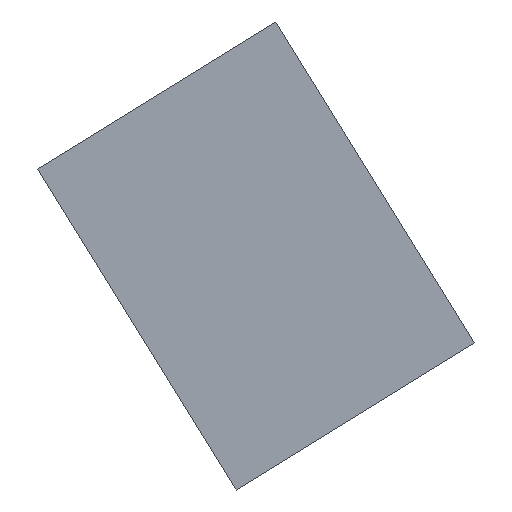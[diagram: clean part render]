
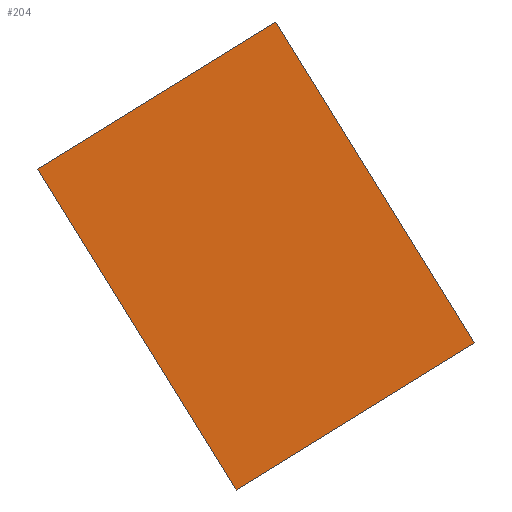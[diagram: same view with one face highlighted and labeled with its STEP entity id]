
A CAD part, front view. The second image highlights one B-rep face of the part: STEP entity #204.
In plain terms, the highlighted planar face has unit normal (0, -1, 0).
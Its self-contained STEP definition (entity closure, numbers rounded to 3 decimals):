
#22 = VERTEX_POINT('',#23);
#23 = CARTESIAN_POINT('',(12196.779,-534.619,
    3648.942));
#32 = PLANE('',#33);
#33 = AXIS2_PLACEMENT_3D('',#34,#35,#36);
#34 = CARTESIAN_POINT('',(8735.898,-45.2,
    9248.708));
#35 = DIRECTION('',(0.851,0.,0.526));
#36 = DIRECTION('',(0.,-1.,0.));
#44 = PLANE('',#45);
#45 = AXIS2_PLACEMENT_3D('',#46,#47,#48);
#46 = CARTESIAN_POINT('',(11384.735,22.278,
    3147.066));
#47 = DIRECTION('',(-0.526,0.,0.851));
#48 = DIRECTION('',(0.851,0.,0.526));
#83 = VERTEX_POINT('',#84);
#84 = CARTESIAN_POINT('',(12175.54,-534.619,
    3683.309));
#98 = PLANE('',#99);
#99 = AXIS2_PLACEMENT_3D('',#100,#101,#102);
#100 = CARTESIAN_POINT('',(11363.495,22.278,
    3181.432));
#101 = DIRECTION('',(-0.526,0.,0.851));
#102 = DIRECTION('',(0.851,0.,0.526));
#109 = EDGE_CURVE('',#83,#22,#110,.T.);
#110 = SURFACE_CURVE('',#111,(#115,#122),.PCURVE_S1.);
#111 = LINE('',#112,#113);
#112 = CARTESIAN_POINT('',(10457.485,-534.619,
    6463.149));
#113 = VECTOR('',#114,1.);
#114 = DIRECTION('',(0.526,0.,-0.851));
#115 = PCURVE('',#32,#116);
#116 = DEFINITIONAL_REPRESENTATION('',(#117),#121);
#117 = LINE('',#118,#119);
#118 = CARTESIAN_POINT('',(489.418,3274.629));
#119 = VECTOR('',#120,1.);
#120 = DIRECTION('',(0.,1.));
#121 = ( GEOMETRIC_REPRESENTATION_CONTEXT(2) 
PARAMETRIC_REPRESENTATION_CONTEXT() REPRESENTATION_CONTEXT('2D SPACE',''
  ) );
#122 = PCURVE('',#123,#128);
#123 = PLANE('',#124);
#124 = AXIS2_PLACEMENT_3D('',#125,#126,#127);
#125 = CARTESIAN_POINT('',(0.,-534.619,0.));
#126 = DIRECTION('',(0.,1.,0.));
#127 = DIRECTION('',(1.,0.,-0.));
#128 = DEFINITIONAL_REPRESENTATION('',(#129),#133);
#129 = LINE('',#130,#131);
#130 = CARTESIAN_POINT('',(10457.485,-6463.149));
#131 = VECTOR('',#132,1.);
#132 = DIRECTION('',(0.526,0.851));
#133 = ( GEOMETRIC_REPRESENTATION_CONTEXT(2) 
PARAMETRIC_REPRESENTATION_CONTEXT() REPRESENTATION_CONTEXT('2D SPACE',''
  ) );
#161 = VERTEX_POINT('',#162);
#162 = CARTESIAN_POINT('',(12171.26,-534.619,
    3633.17));
#175 = PLANE('',#176);
#176 = AXIS2_PLACEMENT_3D('',#177,#178,#179);
#177 = CARTESIAN_POINT('',(8710.378,-45.2,
    9232.936));
#178 = DIRECTION('',(0.851,0.,0.526));
#179 = DIRECTION('',(0.,-1.,0.));
#186 = EDGE_CURVE('',#161,#22,#187,.T.);
#187 = SURFACE_CURVE('',#188,(#192,#198),.PCURVE_S1.);
#188 = LINE('',#189,#190);
#189 = CARTESIAN_POINT('',(6562.014,-534.619,
    166.429));
#190 = VECTOR('',#191,1.);
#191 = DIRECTION('',(0.851,-0.,0.526));
#192 = PCURVE('',#44,#193);
#193 = DEFINITIONAL_REPRESENTATION('',(#194),#197);
#194 = B_SPLINE_CURVE_WITH_KNOTS('',1,(#195,#196),.UNSPECIFIED.,.F.,.F.,
  (2,2),(5920.149,6721.083),
  .PIECEWISE_BEZIER_KNOTS.);
#195 = CARTESIAN_POINT('',(250.685,-556.896));
#196 = CARTESIAN_POINT('',(1051.619,-556.896));
#197 = ( GEOMETRIC_REPRESENTATION_CONTEXT(2) 
PARAMETRIC_REPRESENTATION_CONTEXT() REPRESENTATION_CONTEXT('2D SPACE',''
  ) );
#198 = PCURVE('',#123,#199);
#199 = DEFINITIONAL_REPRESENTATION('',(#200),#203);
#200 = B_SPLINE_CURVE_WITH_KNOTS('',1,(#201,#202),.UNSPECIFIED.,.F.,.F.,
  (2,2),(5920.149,6721.083),
  .PIECEWISE_BEZIER_KNOTS.);
#201 = CARTESIAN_POINT('',(11597.979,-3278.86));
#202 = CARTESIAN_POINT('',(12279.292,-3699.939));
#203 = ( GEOMETRIC_REPRESENTATION_CONTEXT(2) 
PARAMETRIC_REPRESENTATION_CONTEXT() REPRESENTATION_CONTEXT('2D SPACE',''
  ) );
#204 = ADVANCED_FACE('',(#205),#123,.F.);
#205 = FACE_BOUND('',#206,.F.);
#206 = EDGE_LOOP('',(#207,#228,#247,#248));
#207 = ORIENTED_EDGE('',*,*,#208,.T.);
#208 = EDGE_CURVE('',#161,#209,#211,.T.);
#209 = VERTEX_POINT('',#210);
#210 = CARTESIAN_POINT('',(12150.02,-534.619,
    3667.536));
#211 = SURFACE_CURVE('',#212,(#216,#222),.PCURVE_S1.);
#212 = LINE('',#213,#214);
#213 = CARTESIAN_POINT('',(9571.172,-534.619,
    7840.156));
#214 = VECTOR('',#215,1.);
#215 = DIRECTION('',(-0.526,0.,0.851));
#216 = PCURVE('',#123,#217);
#217 = DEFINITIONAL_REPRESENTATION('',(#218),#221);
#218 = B_SPLINE_CURVE_WITH_KNOTS('',1,(#219,#220),.UNSPECIFIED.,.F.,.F.,
  (2,2),(-6141.846,-3790.597),
  .PIECEWISE_BEZIER_KNOTS.);
#219 = CARTESIAN_POINT('',(12800.156,-2615.605));
#220 = CARTESIAN_POINT('',(11564.022,-4615.691));
#221 = ( GEOMETRIC_REPRESENTATION_CONTEXT(2) 
PARAMETRIC_REPRESENTATION_CONTEXT() REPRESENTATION_CONTEXT('2D SPACE',''
  ) );
#222 = PCURVE('',#175,#223);
#223 = DEFINITIONAL_REPRESENTATION('',(#224),#227);
#224 = B_SPLINE_CURVE_WITH_KNOTS('',1,(#225,#226),.UNSPECIFIED.,.F.,.F.,
  (2,2),(-6141.846,-3790.597),
  .PIECEWISE_BEZIER_KNOTS.);
#225 = CARTESIAN_POINT('',(489.418,7779.161));
#226 = CARTESIAN_POINT('',(489.418,5427.912));
#227 = ( GEOMETRIC_REPRESENTATION_CONTEXT(2) 
PARAMETRIC_REPRESENTATION_CONTEXT() REPRESENTATION_CONTEXT('2D SPACE',''
  ) );
#228 = ORIENTED_EDGE('',*,*,#229,.T.);
#229 = EDGE_CURVE('',#209,#83,#230,.T.);
#230 = SURFACE_CURVE('',#231,(#235,#241),.PCURVE_S1.);
#231 = LINE('',#232,#233);
#232 = CARTESIAN_POINT('',(6540.775,-534.619,
    200.796));
#233 = VECTOR('',#234,1.);
#234 = DIRECTION('',(0.851,-0.,0.526));
#235 = PCURVE('',#123,#236);
#236 = DEFINITIONAL_REPRESENTATION('',(#237),#240);
#237 = B_SPLINE_CURVE_WITH_KNOTS('',1,(#238,#239),.UNSPECIFIED.,.F.,.F.,
  (2,2),(5945.118,6721.083),.PIECEWISE_BEZIER_KNOTS.);
#238 = CARTESIAN_POINT('',(11597.979,-3326.353));
#239 = CARTESIAN_POINT('',(12258.053,-3734.305));
#240 = ( GEOMETRIC_REPRESENTATION_CONTEXT(2) 
PARAMETRIC_REPRESENTATION_CONTEXT() REPRESENTATION_CONTEXT('2D SPACE',''
  ) );
#241 = PCURVE('',#98,#242);
#242 = DEFINITIONAL_REPRESENTATION('',(#243),#246);
#243 = B_SPLINE_CURVE_WITH_KNOTS('',1,(#244,#245),.UNSPECIFIED.,.F.,.F.,
  (2,2),(5945.118,6721.083),.PIECEWISE_BEZIER_KNOTS.);
#244 = CARTESIAN_POINT('',(275.654,-556.896));
#245 = CARTESIAN_POINT('',(1051.619,-556.896));
#246 = ( GEOMETRIC_REPRESENTATION_CONTEXT(2) 
PARAMETRIC_REPRESENTATION_CONTEXT() REPRESENTATION_CONTEXT('2D SPACE',''
  ) );
#247 = ORIENTED_EDGE('',*,*,#109,.T.);
#248 = ORIENTED_EDGE('',*,*,#186,.F.);
